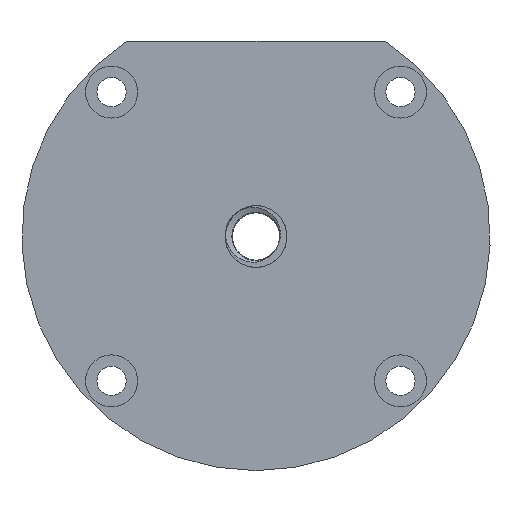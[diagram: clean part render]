
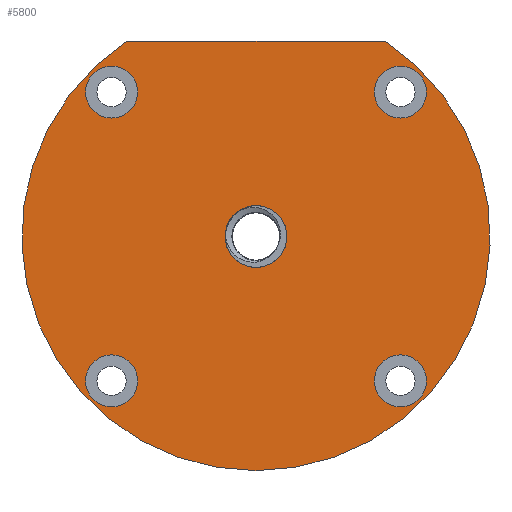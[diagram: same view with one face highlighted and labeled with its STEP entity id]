
A CAD part, front view. The second image highlights one B-rep face of the part: STEP entity #5800.
In plain terms, the highlighted planar face has unit normal (0, -1, 0).
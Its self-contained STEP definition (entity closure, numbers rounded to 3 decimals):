
#40=CIRCLE('',#5968,4.75);
#46=CIRCLE('',#5980,4.);
#50=CIRCLE('',#5987,4.);
#54=CIRCLE('',#5994,4.);
#58=CIRCLE('',#6001,4.);
#60=CIRCLE('',#6006,36.);
#99=FACE_BOUND('',#915,.T.);
#100=FACE_BOUND('',#916,.T.);
#101=FACE_BOUND('',#917,.T.);
#102=FACE_BOUND('',#918,.T.);
#103=FACE_BOUND('',#919,.T.);
#565=FACE_OUTER_BOUND('',#914,.T.);
#914=EDGE_LOOP('',(#5271,#5272));
#915=EDGE_LOOP('',(#5273));
#916=EDGE_LOOP('',(#5274));
#917=EDGE_LOOP('',(#5275));
#918=EDGE_LOOP('',(#5276));
#919=EDGE_LOOP('',(#5277));
#1408=LINE('',#10990,#1889);
#1889=VECTOR('',#6822,10.);
#2758=VERTEX_POINT('',#10920);
#2764=VERTEX_POINT('',#10941);
#2768=VERTEX_POINT('',#10954);
#2772=VERTEX_POINT('',#10967);
#2776=VERTEX_POINT('',#10980);
#2778=VERTEX_POINT('',#10988);
#2779=VERTEX_POINT('',#10989);
#3582=EDGE_CURVE('',#2758,#2758,#40,.T.);
#3591=EDGE_CURVE('',#2764,#2764,#46,.T.);
#3597=EDGE_CURVE('',#2768,#2768,#50,.T.);
#3603=EDGE_CURVE('',#2772,#2772,#54,.T.);
#3609=EDGE_CURVE('',#2776,#2776,#58,.T.);
#3613=EDGE_CURVE('',#2778,#2779,#1408,.T.);
#3617=EDGE_CURVE('',#2779,#2778,#60,.T.);
#5271=ORIENTED_EDGE('',*,*,#3617,.F.);
#5272=ORIENTED_EDGE('',*,*,#3613,.F.);
#5273=ORIENTED_EDGE('',*,*,#3582,.T.);
#5274=ORIENTED_EDGE('',*,*,#3591,.T.);
#5275=ORIENTED_EDGE('',*,*,#3597,.T.);
#5276=ORIENTED_EDGE('',*,*,#3603,.T.);
#5277=ORIENTED_EDGE('',*,*,#3609,.T.);
#5499=PLANE('',#6009);
#5800=ADVANCED_FACE('',(#565,#99,#100,#101,#102,#103),#5499,.F.);
#5968=AXIS2_PLACEMENT_3D('',#10921,#6737,#6738);
#5980=AXIS2_PLACEMENT_3D('',#10942,#6764,#6765);
#5987=AXIS2_PLACEMENT_3D('',#10955,#6780,#6781);
#5994=AXIS2_PLACEMENT_3D('',#10968,#6796,#6797);
#6001=AXIS2_PLACEMENT_3D('',#10981,#6812,#6813);
#6006=AXIS2_PLACEMENT_3D('',#10997,#6828,#6829);
#6009=AXIS2_PLACEMENT_3D('',#11000,#6834,#6835);
#6737=DIRECTION('center_axis',(0.,1.,0.));
#6738=DIRECTION('ref_axis',(1.,0.,0.));
#6764=DIRECTION('center_axis',(0.,1.,0.));
#6765=DIRECTION('ref_axis',(0.,0.,1.));
#6780=DIRECTION('center_axis',(0.,1.,0.));
#6781=DIRECTION('ref_axis',(-1.,0.,0.));
#6796=DIRECTION('center_axis',(0.,1.,0.));
#6797=DIRECTION('ref_axis',(0.,0.,-1.));
#6812=DIRECTION('center_axis',(0.,1.,0.));
#6813=DIRECTION('ref_axis',(1.,0.,0.));
#6822=DIRECTION('',(1.,0.,0.));
#6828=DIRECTION('center_axis',(0.,1.,0.));
#6829=DIRECTION('ref_axis',(-1.,0.,0.));
#6834=DIRECTION('center_axis',(0.,1.,0.));
#6835=DIRECTION('ref_axis',(0.,0.,1.));
#10920=CARTESIAN_POINT('',(-4.75,0.,0.));
#10921=CARTESIAN_POINT('Origin',(0.,0.,0.));
#10941=CARTESIAN_POINT('',(-22.203,0.,18.203));
#10942=CARTESIAN_POINT('Origin',(-22.203,0.,22.203));
#10954=CARTESIAN_POINT('',(-18.203,0.,-22.203));
#10955=CARTESIAN_POINT('Origin',(-22.203,0.,-22.203));
#10967=CARTESIAN_POINT('',(22.203,0.,-18.203));
#10968=CARTESIAN_POINT('Origin',(22.203,0.,-22.203));
#10980=CARTESIAN_POINT('',(18.203,0.,22.203));
#10981=CARTESIAN_POINT('Origin',(22.203,0.,22.203));
#10988=CARTESIAN_POINT('',(-19.9,0.,30.));
#10989=CARTESIAN_POINT('',(19.9,0.,30.));
#10990=CARTESIAN_POINT('',(-19.9,0.,30.));
#10997=CARTESIAN_POINT('Origin',(0.,0.,0.));
#11000=CARTESIAN_POINT('Origin',(0.,0.,-3.));
